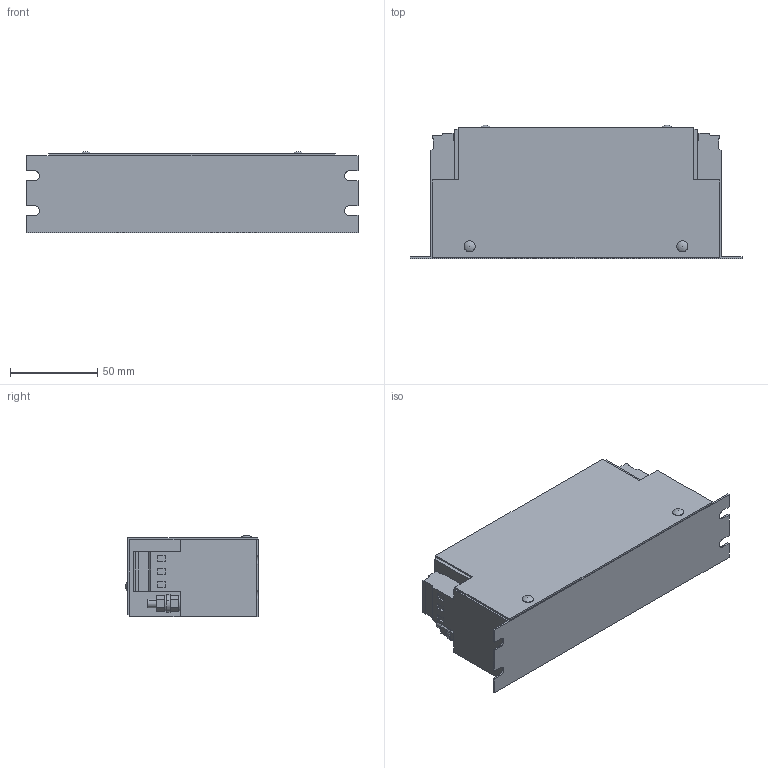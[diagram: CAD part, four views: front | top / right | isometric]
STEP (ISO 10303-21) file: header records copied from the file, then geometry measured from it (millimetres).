
FILE_DESCRIPTION (( 'STEP AP214' ), '1' );
FILE_NAME ('192200.STEP', '2024-09-02T05:18:36', ( '' ), ( '' ), 'SwSTEP 2.0', 'SolidWorks 2022', '' );
FILE_SCHEMA (( 'AUTOMOTIVE_DESIGN' ));
Length unit declared in the file: millimetre
Products named in the file (1): 192200
Bounding box: 190 x 76.37 x 46.37 mm (x, y, z)
Volume: 541019.8 mm3; surface area: 50079.4 mm2
Topology: 1 solids, 1 shells, 315 faces, 774 edges, 500 vertices
Faces by surface type: plane 247, cylinder 64, sphere 4
Entity records: 9142 total; most frequent: DIRECTION 1570, CARTESIAN_POINT 1570, ORIENTED_EDGE 1524, EDGE_CURVE 762, VECTOR 586, LINE 586, VERTEX_POINT 492, AXIS2_PLACEMENT_3D 492
